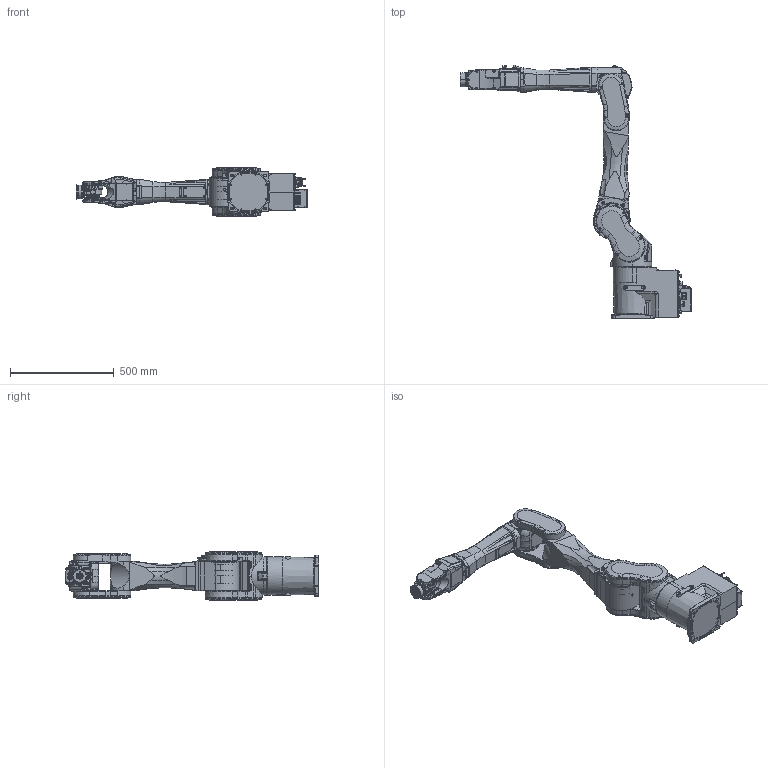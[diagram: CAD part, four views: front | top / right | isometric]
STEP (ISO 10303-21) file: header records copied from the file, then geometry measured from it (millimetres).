
FILE_DESCRIPTION((''),'2;1');
FILE_NAME('C12-A1401C_W__ASM','2019-10-18T',('5004197'),(''),'CREO PARAMETRIC BY PTC INC, 2017480','CREO PARAMETRIC BY PTC INC, 2017480','');
FILE_SCHEMA(('AUTOMOTIVE_DESIGN { 1 0 10303 214 1 1 1 1 }'));
Products named in the file (10): _C12-A1401C_BASE; _C12-A1401C_ARM1; _C12-A1401C_ARM2; _C12-A1401C_ARM3; _C12-A1401C_ARM4; _C12-A1401C_ARM5; _C12-A1401C_ARM6; _C12-A1401C_BASEFAN; C12-A1401C_W__1_ASM; C12-A1401C_W__ASM
Assembly tree (9 placements, depth 3):
  C12-A1401C_W__ASM
    C12-A1401C_W__1_ASM
      _C12-A1401C_BASE
      _C12-A1401C_ARM1
      _C12-A1401C_ARM2
      _C12-A1401C_ARM3
      _C12-A1401C_ARM4
      _C12-A1401C_ARM5
      _C12-A1401C_ARM6
      _C12-A1401C_BASEFAN
Bounding box: 1116.5 x 1222.5 x 236 mm (x, y, z)
Volume: 39187139.6 mm3; surface area: 2110394.2 mm2
Topology: 8 solids, 11 shells, 5421 faces, 13929 edges, 8960 vertices
Faces by surface type: plane 2808, cylinder 1473, cone 666, torus 339, sphere 81, bspline 54
Entity records: 223457 total; most frequent: CARTESIAN_POINT 51876, DIRECTION 28136, ORIENTED_EDGE 27562, EDGE_CURVE 13781, AXIS2_PLACEMENT_3D 10200, VERTEX_POINT 8960, VECTOR 7736, LINE 7736
